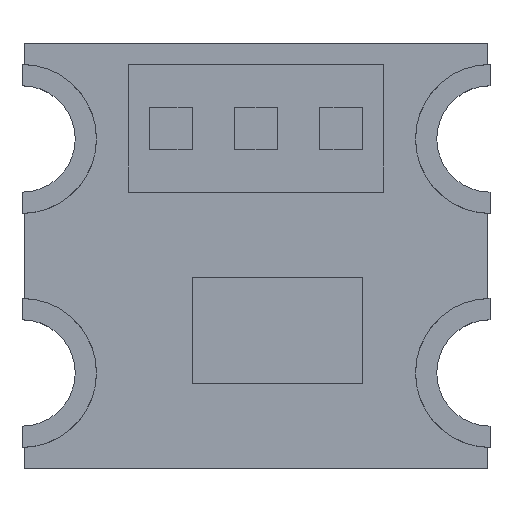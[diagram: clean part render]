
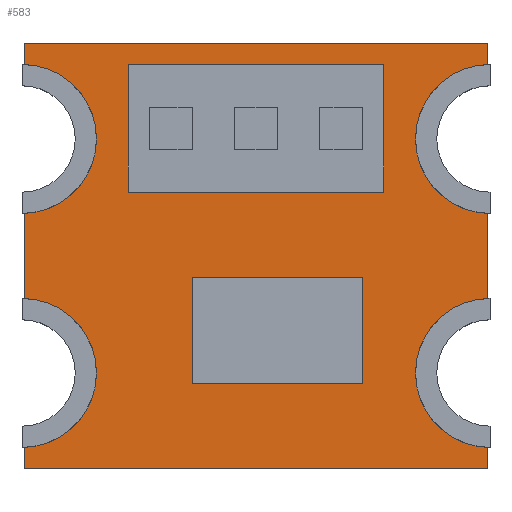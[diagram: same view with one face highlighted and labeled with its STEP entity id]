
A CAD part, top view. The second image highlights one B-rep face of the part: STEP entity #583.
In plain terms, the highlighted planar face has unit normal (0, 0, 1).
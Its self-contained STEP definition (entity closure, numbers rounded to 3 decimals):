
#312 = VERTEX_POINT('',#313);
#313 = CARTESIAN_POINT('',(1.09,-0.9,0.27));
#319 = EDGE_CURVE('',#312,#320,#322,.T.);
#320 = VERTEX_POINT('',#321);
#321 = CARTESIAN_POINT('',(1.09,-0.2,0.27));
#322 = CIRCLE('',#323,0.35);
#323 = AXIS2_PLACEMENT_3D('',#324,#325,#326);
#324 = CARTESIAN_POINT('',(1.1,-0.55,0.27));
#325 = DIRECTION('',(0.,0.,-1.));
#326 = DIRECTION('',(1.,0.,0.));
#351 = VERTEX_POINT('',#352);
#352 = CARTESIAN_POINT('',(1.09,-1.,0.27));
#358 = EDGE_CURVE('',#351,#312,#359,.T.);
#359 = LINE('',#360,#361);
#360 = CARTESIAN_POINT('',(1.09,-1.,0.27));
#361 = VECTOR('',#362,1.);
#362 = DIRECTION('',(0.,1.,0.));
#549 = EDGE_CURVE('',#320,#550,#552,.T.);
#550 = VERTEX_POINT('',#551);
#551 = CARTESIAN_POINT('',(1.09,0.2,0.27));
#552 = LINE('',#553,#554);
#553 = CARTESIAN_POINT('',(1.09,-0.25,0.27));
#554 = VECTOR('',#555,1.);
#555 = DIRECTION('',(0.,1.,0.));
#583 = ADVANCED_FACE('',(#584,#662,#696),#730,.T.);
#584 = FACE_BOUND('',#585,.T.);
#585 = EDGE_LOOP('',(#586,#595,#603,#611,#619,#628,#636,#645,#653,#659,
    #660,#661));
#586 = ORIENTED_EDGE('',*,*,#587,.T.);
#587 = EDGE_CURVE('',#550,#588,#590,.T.);
#588 = VERTEX_POINT('',#589);
#589 = CARTESIAN_POINT('',(1.09,0.9,0.27));
#590 = CIRCLE('',#591,0.35);
#591 = AXIS2_PLACEMENT_3D('',#592,#593,#594);
#592 = CARTESIAN_POINT('',(1.1,0.55,0.27));
#593 = DIRECTION('',(0.,0.,-1.));
#594 = DIRECTION('',(1.,0.,0.));
#595 = ORIENTED_EDGE('',*,*,#596,.T.);
#596 = EDGE_CURVE('',#588,#597,#599,.T.);
#597 = VERTEX_POINT('',#598);
#598 = CARTESIAN_POINT('',(1.09,1.,0.27));
#599 = LINE('',#600,#601);
#600 = CARTESIAN_POINT('',(1.09,0.85,0.27));
#601 = VECTOR('',#602,1.);
#602 = DIRECTION('',(0.,1.,0.));
#603 = ORIENTED_EDGE('',*,*,#604,.T.);
#604 = EDGE_CURVE('',#597,#605,#607,.T.);
#605 = VERTEX_POINT('',#606);
#606 = CARTESIAN_POINT('',(-1.09,1.,0.27));
#607 = LINE('',#608,#609);
#608 = CARTESIAN_POINT('',(1.09,1.,0.27));
#609 = VECTOR('',#610,1.);
#610 = DIRECTION('',(-1.,0.,0.));
#611 = ORIENTED_EDGE('',*,*,#612,.T.);
#612 = EDGE_CURVE('',#605,#613,#615,.T.);
#613 = VERTEX_POINT('',#614);
#614 = CARTESIAN_POINT('',(-1.09,0.9,0.27));
#615 = LINE('',#616,#617);
#616 = CARTESIAN_POINT('',(-1.09,1.,0.27));
#617 = VECTOR('',#618,1.);
#618 = DIRECTION('',(0.,-1.,0.));
#619 = ORIENTED_EDGE('',*,*,#620,.T.);
#620 = EDGE_CURVE('',#613,#621,#623,.T.);
#621 = VERTEX_POINT('',#622);
#622 = CARTESIAN_POINT('',(-1.09,0.2,0.27));
#623 = CIRCLE('',#624,0.35);
#624 = AXIS2_PLACEMENT_3D('',#625,#626,#627);
#625 = CARTESIAN_POINT('',(-1.1,0.55,0.27));
#626 = DIRECTION('',(0.,0.,-1.));
#627 = DIRECTION('',(1.,0.,0.));
#628 = ORIENTED_EDGE('',*,*,#629,.T.);
#629 = EDGE_CURVE('',#621,#630,#632,.T.);
#630 = VERTEX_POINT('',#631);
#631 = CARTESIAN_POINT('',(-1.09,-0.2,0.27));
#632 = LINE('',#633,#634);
#633 = CARTESIAN_POINT('',(-1.09,0.25,0.27));
#634 = VECTOR('',#635,1.);
#635 = DIRECTION('',(0.,-1.,0.));
#636 = ORIENTED_EDGE('',*,*,#637,.T.);
#637 = EDGE_CURVE('',#630,#638,#640,.T.);
#638 = VERTEX_POINT('',#639);
#639 = CARTESIAN_POINT('',(-1.09,-0.9,0.27));
#640 = CIRCLE('',#641,0.35);
#641 = AXIS2_PLACEMENT_3D('',#642,#643,#644);
#642 = CARTESIAN_POINT('',(-1.1,-0.55,0.27));
#643 = DIRECTION('',(0.,0.,-1.));
#644 = DIRECTION('',(1.,0.,0.));
#645 = ORIENTED_EDGE('',*,*,#646,.T.);
#646 = EDGE_CURVE('',#638,#647,#649,.T.);
#647 = VERTEX_POINT('',#648);
#648 = CARTESIAN_POINT('',(-1.09,-1.,0.27));
#649 = LINE('',#650,#651);
#650 = CARTESIAN_POINT('',(-1.09,-0.85,0.27));
#651 = VECTOR('',#652,1.);
#652 = DIRECTION('',(0.,-1.,0.));
#653 = ORIENTED_EDGE('',*,*,#654,.T.);
#654 = EDGE_CURVE('',#647,#351,#655,.T.);
#655 = LINE('',#656,#657);
#656 = CARTESIAN_POINT('',(-1.09,-1.,0.27));
#657 = VECTOR('',#658,1.);
#658 = DIRECTION('',(1.,0.,0.));
#659 = ORIENTED_EDGE('',*,*,#358,.T.);
#660 = ORIENTED_EDGE('',*,*,#319,.T.);
#661 = ORIENTED_EDGE('',*,*,#549,.T.);
#662 = FACE_BOUND('',#663,.T.);
#663 = EDGE_LOOP('',(#664,#674,#682,#690));
#664 = ORIENTED_EDGE('',*,*,#665,.F.);
#665 = EDGE_CURVE('',#666,#668,#670,.T.);
#666 = VERTEX_POINT('',#667);
#667 = CARTESIAN_POINT('',(-0.3,-0.1,0.27));
#668 = VERTEX_POINT('',#669);
#669 = CARTESIAN_POINT('',(-0.3,-0.6,0.27));
#670 = LINE('',#671,#672);
#671 = CARTESIAN_POINT('',(-0.3,-0.1,0.27));
#672 = VECTOR('',#673,1.);
#673 = DIRECTION('',(0.,-1.,0.));
#674 = ORIENTED_EDGE('',*,*,#675,.F.);
#675 = EDGE_CURVE('',#676,#666,#678,.T.);
#676 = VERTEX_POINT('',#677);
#677 = CARTESIAN_POINT('',(0.5,-0.1,0.27));
#678 = LINE('',#679,#680);
#679 = CARTESIAN_POINT('',(0.5,-0.1,0.27));
#680 = VECTOR('',#681,1.);
#681 = DIRECTION('',(-1.,0.,0.));
#682 = ORIENTED_EDGE('',*,*,#683,.F.);
#683 = EDGE_CURVE('',#684,#676,#686,.T.);
#684 = VERTEX_POINT('',#685);
#685 = CARTESIAN_POINT('',(0.5,-0.6,0.27));
#686 = LINE('',#687,#688);
#687 = CARTESIAN_POINT('',(0.5,-0.6,0.27));
#688 = VECTOR('',#689,1.);
#689 = DIRECTION('',(0.,1.,0.));
#690 = ORIENTED_EDGE('',*,*,#691,.F.);
#691 = EDGE_CURVE('',#668,#684,#692,.T.);
#692 = LINE('',#693,#694);
#693 = CARTESIAN_POINT('',(-0.3,-0.6,0.27));
#694 = VECTOR('',#695,1.);
#695 = DIRECTION('',(1.,0.,0.));
#696 = FACE_BOUND('',#697,.T.);
#697 = EDGE_LOOP('',(#698,#708,#716,#724));
#698 = ORIENTED_EDGE('',*,*,#699,.F.);
#699 = EDGE_CURVE('',#700,#702,#704,.T.);
#700 = VERTEX_POINT('',#701);
#701 = CARTESIAN_POINT('',(-0.6,0.9,0.27));
#702 = VERTEX_POINT('',#703);
#703 = CARTESIAN_POINT('',(-0.6,0.3,0.27));
#704 = LINE('',#705,#706);
#705 = CARTESIAN_POINT('',(-0.6,0.9,0.27));
#706 = VECTOR('',#707,1.);
#707 = DIRECTION('',(0.,-1.,0.));
#708 = ORIENTED_EDGE('',*,*,#709,.F.);
#709 = EDGE_CURVE('',#710,#700,#712,.T.);
#710 = VERTEX_POINT('',#711);
#711 = CARTESIAN_POINT('',(0.6,0.9,0.27));
#712 = LINE('',#713,#714);
#713 = CARTESIAN_POINT('',(0.6,0.9,0.27));
#714 = VECTOR('',#715,1.);
#715 = DIRECTION('',(-1.,0.,0.));
#716 = ORIENTED_EDGE('',*,*,#717,.F.);
#717 = EDGE_CURVE('',#718,#710,#720,.T.);
#718 = VERTEX_POINT('',#719);
#719 = CARTESIAN_POINT('',(0.6,0.3,0.27));
#720 = LINE('',#721,#722);
#721 = CARTESIAN_POINT('',(0.6,0.3,0.27));
#722 = VECTOR('',#723,1.);
#723 = DIRECTION('',(0.,1.,0.));
#724 = ORIENTED_EDGE('',*,*,#725,.F.);
#725 = EDGE_CURVE('',#702,#718,#726,.T.);
#726 = LINE('',#727,#728);
#727 = CARTESIAN_POINT('',(-0.6,0.3,0.27));
#728 = VECTOR('',#729,1.);
#729 = DIRECTION('',(1.,0.,0.));
#730 = PLANE('',#731);
#731 = AXIS2_PLACEMENT_3D('',#732,#733,#734);
#732 = CARTESIAN_POINT('',(0.,0.,0.27));
#733 = DIRECTION('',(0.,0.,1.));
#734 = DIRECTION('',(1.,0.,0.));
